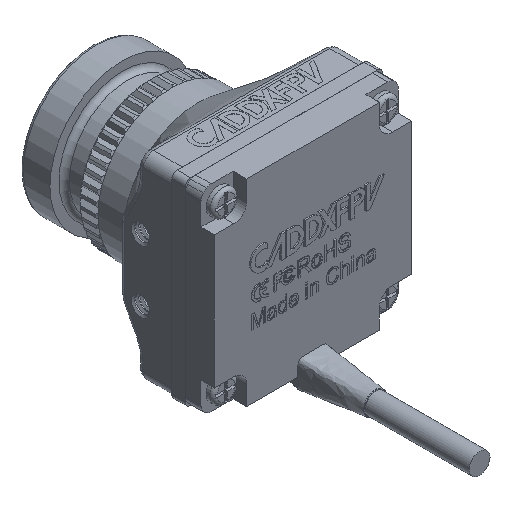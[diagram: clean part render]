
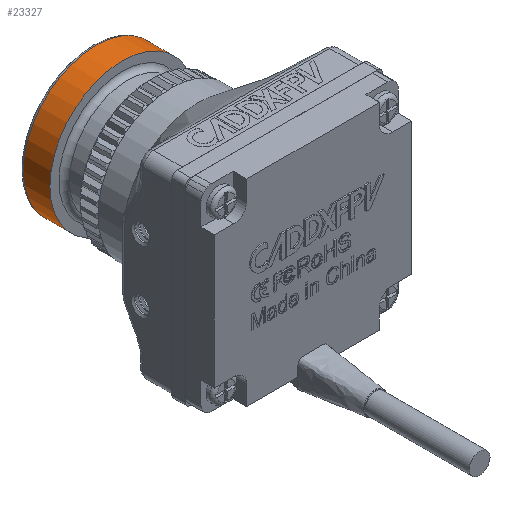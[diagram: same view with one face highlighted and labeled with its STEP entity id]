
A CAD part, isometric view. The second image highlights one B-rep face of the part: STEP entity #23327.
In plain terms, the highlighted cylindrical face has radius 6.975 mm (diameter 13.95 mm), a full revolution.
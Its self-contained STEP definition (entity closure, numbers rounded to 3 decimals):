
#2409=LINE('',#30302,#4439);
#4439=VECTOR('',#25909,6.975);
#6469=CYLINDRICAL_SURFACE('',#24723,6.975);
#6822=FACE_OUTER_BOUND('',#8139,.T.);
#8139=EDGE_LOOP('',(#15979,#15980,#15981,#15982,#15983));
#9518=CIRCLE('',#24717,6.975);
#9519=CIRCLE('',#24718,6.975);
#9524=CIRCLE('',#24724,6.975);
#9852=VERTEX_POINT('',#30261);
#9853=VERTEX_POINT('',#30263);
#9856=VERTEX_POINT('',#30300);
#12295=EDGE_CURVE('',#9852,#9853,#9518,.T.);
#12296=EDGE_CURVE('',#9853,#9852,#9519,.T.);
#12301=EDGE_CURVE('',#9856,#9856,#9524,.T.);
#12302=EDGE_CURVE('',#9856,#9853,#2409,.T.);
#15979=ORIENTED_EDGE('',*,*,#12301,.F.);
#15980=ORIENTED_EDGE('',*,*,#12302,.T.);
#15981=ORIENTED_EDGE('',*,*,#12295,.F.);
#15982=ORIENTED_EDGE('',*,*,#12296,.F.);
#15983=ORIENTED_EDGE('',*,*,#12302,.F.);
#23327=ADVANCED_FACE('',(#6822),#6469,.T.);
#24717=AXIS2_PLACEMENT_3D('',#30264,#25893,#25894);
#24718=AXIS2_PLACEMENT_3D('',#30265,#25895,#25896);
#24723=AXIS2_PLACEMENT_3D('',#30299,#25905,#25906);
#24724=AXIS2_PLACEMENT_3D('',#30301,#25907,#25908);
#25893=DIRECTION('center_axis',(0.,1.,0.));
#25894=DIRECTION('ref_axis',(-1.,0.,0.));
#25895=DIRECTION('center_axis',(0.,1.,0.));
#25896=DIRECTION('ref_axis',(-1.,0.,0.));
#25905=DIRECTION('center_axis',(0.,-1.,0.));
#25906=DIRECTION('ref_axis',(1.,0.,0.));
#25907=DIRECTION('center_axis',(0.,-1.,0.));
#25908=DIRECTION('ref_axis',(1.,0.,0.));
#25909=DIRECTION('',(0.,1.,0.));
#30261=CARTESIAN_POINT('',(0.,-0.692,-6.975));
#30263=CARTESIAN_POINT('',(-6.975,-0.692,0.));
#30264=CARTESIAN_POINT('Origin',(0.,-0.692,0.));
#30265=CARTESIAN_POINT('Origin',(0.,-0.692,0.));
#30299=CARTESIAN_POINT('Origin',(0.,0.,0.));
#30300=CARTESIAN_POINT('',(-6.975,-3.25,0.));
#30301=CARTESIAN_POINT('Origin',(0.,-3.25,0.));
#30302=CARTESIAN_POINT('',(-6.975,0.,0.));
